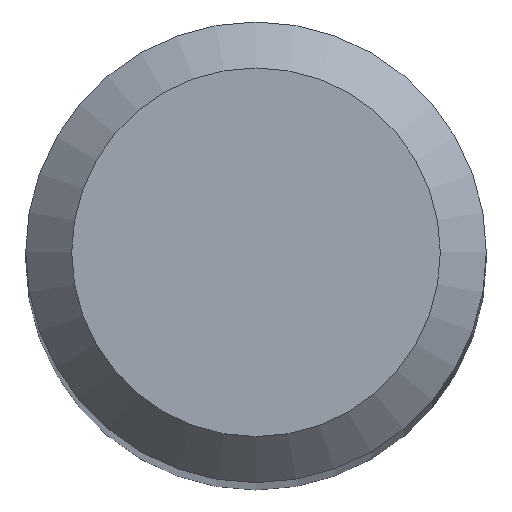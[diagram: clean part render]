
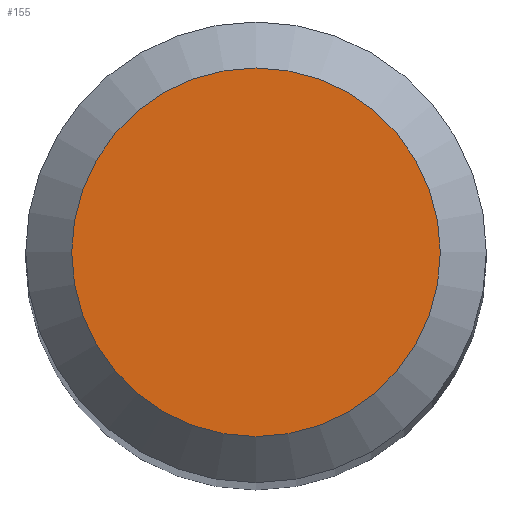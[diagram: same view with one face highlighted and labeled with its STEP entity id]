
A CAD part, top view. The second image highlights one B-rep face of the part: STEP entity #155.
In plain terms, the highlighted planar face has unit normal (0, 0, 1).
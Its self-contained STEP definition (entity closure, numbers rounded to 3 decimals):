
#78 = AXIS2_PLACEMENT_3D ( 'NONE', #235, #99, #97 ) ;
#95 = PLANE ( 'NONE',  #136 ) ;
#97 = DIRECTION ( 'NONE',  ( 0., 1., 0. ) ) ;
#99 = DIRECTION ( 'NONE',  ( 0., 0., -1. ) ) ;
#113 = CIRCLE ( 'NONE', #78, 1.2 ) ;
#115 = EDGE_CURVE ( 'NONE', #284, #284, #113, .T. ) ;
#136 = AXIS2_PLACEMENT_3D ( 'NONE', #140, #212, #170 ) ;
#140 = CARTESIAN_POINT ( 'NONE',  ( 0., 0., 50. ) ) ;
#155 = ADVANCED_FACE ( 'NONE', ( #299 ), #95, .F. ) ;
#170 = DIRECTION ( 'NONE',  ( 0., 1., 0. ) ) ;
#210 = ORIENTED_EDGE ( 'NONE', *, *, #115, .F. ) ;
#212 = DIRECTION ( 'NONE',  ( 0., 0., -1. ) ) ;
#235 = CARTESIAN_POINT ( 'NONE',  ( 0., 0., 50. ) ) ;
#267 = CARTESIAN_POINT ( 'NONE',  ( 0., 1.2, 50. ) ) ;
#275 = EDGE_LOOP ( 'NONE', ( #210 ) ) ;
#284 = VERTEX_POINT ( 'NONE', #267 ) ;
#299 = FACE_OUTER_BOUND ( 'NONE', #275, .T. ) ;
